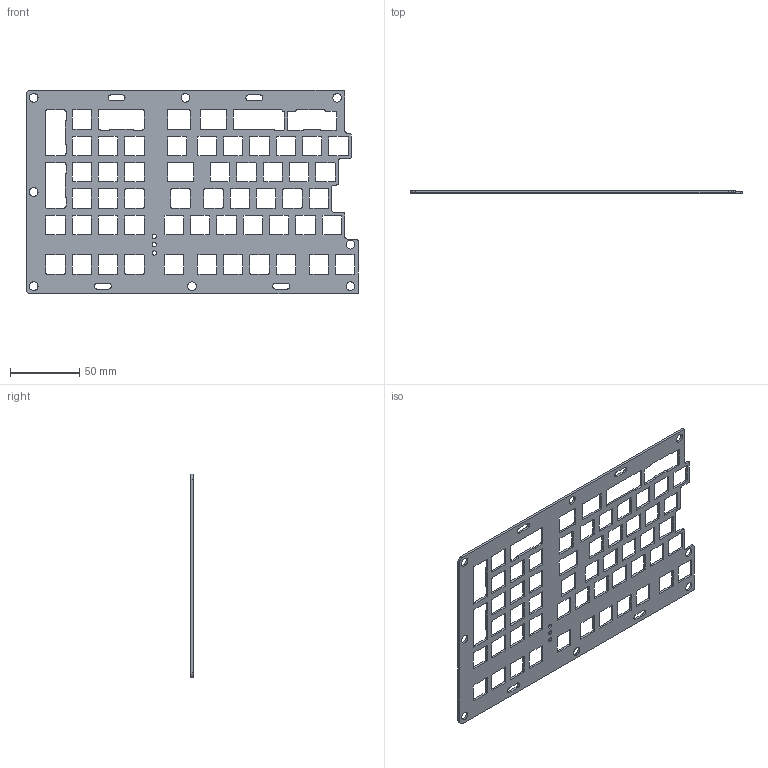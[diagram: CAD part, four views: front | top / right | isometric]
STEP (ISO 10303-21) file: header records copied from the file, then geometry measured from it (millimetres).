
FILE_DESCRIPTION (( 'STEP AP214' ), '1' );
FILE_NAME ('SP-111_Left_ISO_Mirrored_Plate.STEP', '2023-11-03T21:47:28', ( '' ), ( '' ), 'SwSTEP 2.0', 'SolidWorks 2019', '' );
FILE_SCHEMA (( 'AUTOMOTIVE_DESIGN' ));
Length unit declared in the file: millimetre
Products named in the file (1): SP-111_Left_ISO_Mirrored_Plate
Bounding box: 240.2 x 1.5 x 147.43 mm (x, y, z)
Volume: 31108.1 mm3; surface area: 48273.9 mm2
Topology: 1 solids, 1 shells, 586 faces, 1752 edges, 1168 vertices
Faces by surface type: cylinder 312, plane 274
Entity records: 20246 total; most frequent: DIRECTION 3550, CARTESIAN_POINT 3507, ORIENTED_EDGE 3504, EDGE_CURVE 1752, AXIS2_PLACEMENT_3D 1211, VERTEX_POINT 1168, LINE 1128, VECTOR 1128
